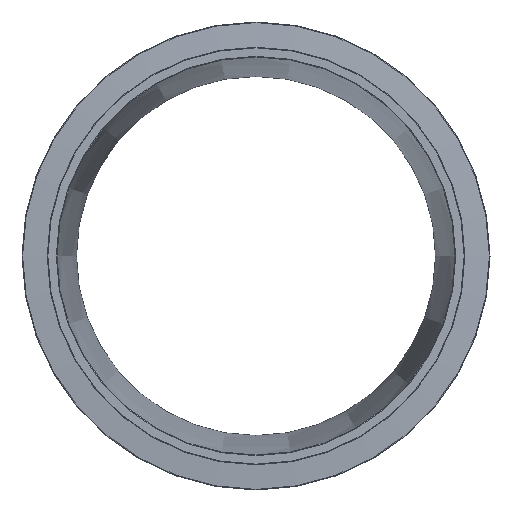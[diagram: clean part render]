
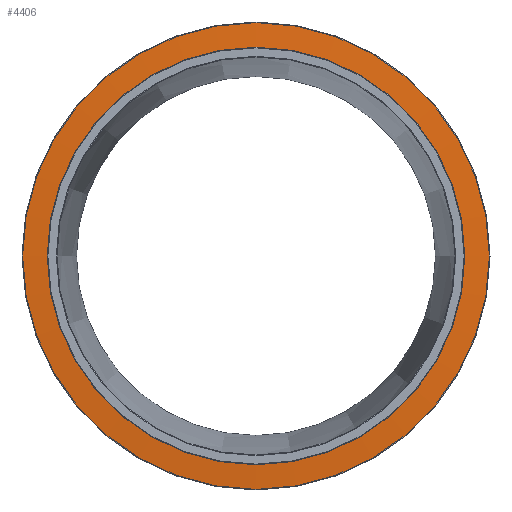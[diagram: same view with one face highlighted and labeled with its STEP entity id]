
A CAD part, left-side view. The second image highlights one B-rep face of the part: STEP entity #4406.
In plain terms, the highlighted conical face has half-angle 86.286 degrees and reference radius 67.763 mm.
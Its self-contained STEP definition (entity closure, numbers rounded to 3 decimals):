
#39=CONICAL_SURFACE('',#4834,67.763,1.506);
#269=LINE('',#9889,#351);
#351=VECTOR('',#5812,67.763);
#602=FACE_OUTER_BOUND('',#888,.T.);
#888=EDGE_LOOP('',(#3611,#3612,#3613,#3614,#3615,#3616));
#1182=CIRCLE('',#4832,63.723);
#1183=CIRCLE('',#4833,63.723);
#1184=CIRCLE('',#4835,71.802);
#1185=CIRCLE('',#4836,71.802);
#1849=VERTEX_POINT('',#9880);
#1850=VERTEX_POINT('',#9882);
#1851=VERTEX_POINT('',#9886);
#1852=VERTEX_POINT('',#9887);
#2468=EDGE_CURVE('',#1850,#1849,#1182,.T.);
#2469=EDGE_CURVE('',#1849,#1850,#1183,.T.);
#2470=EDGE_CURVE('',#1851,#1852,#1184,.T.);
#2471=EDGE_CURVE('',#1851,#1850,#269,.T.);
#2472=EDGE_CURVE('',#1852,#1851,#1185,.T.);
#3611=ORIENTED_EDGE('',*,*,#2470,.F.);
#3612=ORIENTED_EDGE('',*,*,#2471,.T.);
#3613=ORIENTED_EDGE('',*,*,#2468,.T.);
#3614=ORIENTED_EDGE('',*,*,#2469,.T.);
#3615=ORIENTED_EDGE('',*,*,#2471,.F.);
#3616=ORIENTED_EDGE('',*,*,#2472,.F.);
#4406=ADVANCED_FACE('',(#602),#39,.T.);
#4832=AXIS2_PLACEMENT_3D('',#9883,#5804,#5805);
#4833=AXIS2_PLACEMENT_3D('',#9884,#5806,#5807);
#4834=AXIS2_PLACEMENT_3D('',#9885,#5808,#5809);
#4835=AXIS2_PLACEMENT_3D('',#9888,#5810,#5811);
#4836=AXIS2_PLACEMENT_3D('',#9890,#5813,#5814);
#5804=DIRECTION('center_axis',(1.,0.,0.));
#5805=DIRECTION('ref_axis',(0.,0.,-1.));
#5806=DIRECTION('center_axis',(1.,0.,0.));
#5807=DIRECTION('ref_axis',(0.,0.,-1.));
#5808=DIRECTION('center_axis',(1.,0.,0.));
#5809=DIRECTION('ref_axis',(0.,1.,0.));
#5810=DIRECTION('center_axis',(1.,0.,0.));
#5811=DIRECTION('ref_axis',(0.,0.,-1.));
#5812=DIRECTION('',(-0.065,0.998,0.));
#5813=DIRECTION('center_axis',(1.,0.,0.));
#5814=DIRECTION('ref_axis',(0.,0.,-1.));
#9880=CARTESIAN_POINT('',(-107.137,0.,63.723));
#9882=CARTESIAN_POINT('',(-107.137,-63.723,0.));
#9883=CARTESIAN_POINT('Origin',(-107.137,0.,
0.));
#9884=CARTESIAN_POINT('Origin',(-107.137,0.,
0.));
#9885=CARTESIAN_POINT('Origin',(-106.875,0.,
0.));
#9886=CARTESIAN_POINT('',(-106.613,-71.802,0.));
#9887=CARTESIAN_POINT('',(-106.613,0.,71.802));
#9888=CARTESIAN_POINT('Origin',(-106.613,0.,
0.));
#9889=CARTESIAN_POINT('',(-106.875,-67.763,0.));
#9890=CARTESIAN_POINT('Origin',(-106.613,0.,
0.));
